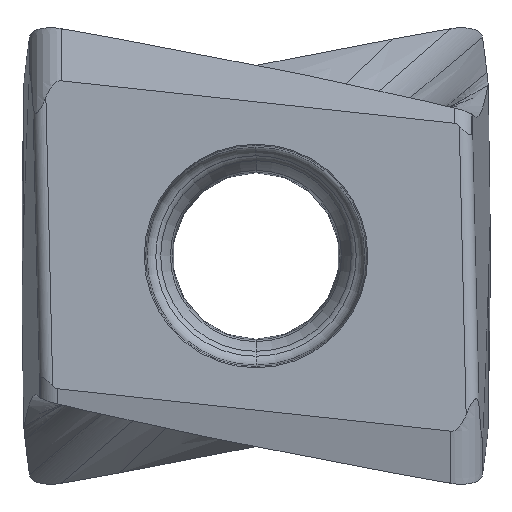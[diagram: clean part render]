
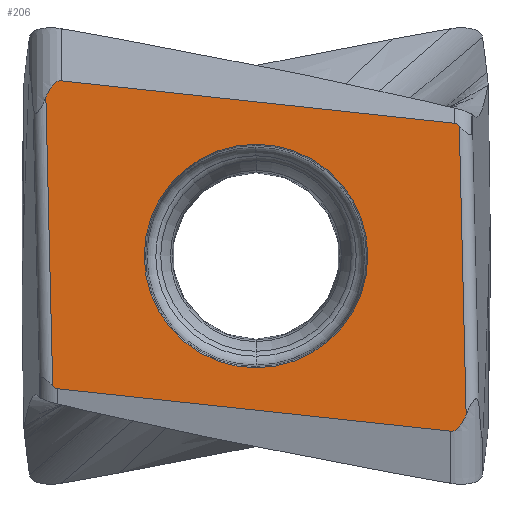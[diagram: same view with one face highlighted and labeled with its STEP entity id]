
A CAD part, front view. The second image highlights one B-rep face of the part: STEP entity #206.
In plain terms, the highlighted planar face has unit normal (0, -1, 0).
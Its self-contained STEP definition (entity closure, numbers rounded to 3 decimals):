
#63=FACE_BOUND('',#460,.T.);
#64=FACE_BOUND('',#461,.T.);
#147=PLANE('',#2438);
#206=ADVANCED_FACE('',(#63,#64),#147,.T.);
#460=EDGE_LOOP('',(#783,#784,#785,#786,#787,#788,#789,#790));
#461=EDGE_LOOP('',(#791,#792,#793,#794));
#783=ORIENTED_EDGE('',*,*,#1575,.F.);
#784=ORIENTED_EDGE('',*,*,#1576,.F.);
#785=ORIENTED_EDGE('',*,*,#1577,.T.);
#786=ORIENTED_EDGE('',*,*,#1578,.T.);
#787=ORIENTED_EDGE('',*,*,#1579,.F.);
#788=ORIENTED_EDGE('',*,*,#1497,.F.);
#789=ORIENTED_EDGE('',*,*,#1502,.T.);
#790=ORIENTED_EDGE('',*,*,#1443,.T.);
#791=ORIENTED_EDGE('',*,*,#1580,.T.);
#792=ORIENTED_EDGE('',*,*,#1581,.T.);
#793=ORIENTED_EDGE('',*,*,#1582,.T.);
#794=ORIENTED_EDGE('',*,*,#1583,.T.);
#1225=VERTEX_POINT('',#3251);
#1226=VERTEX_POINT('',#3270);
#1270=VERTEX_POINT('',#3749);
#1271=VERTEX_POINT('',#3750);
#1315=VERTEX_POINT('',#5873);
#1316=VERTEX_POINT('',#5884);
#1317=VERTEX_POINT('',#5886);
#1318=VERTEX_POINT('',#5905);
#1319=VERTEX_POINT('',#5908);
#1320=VERTEX_POINT('',#5909);
#1321=VERTEX_POINT('',#5911);
#1322=VERTEX_POINT('',#5913);
#1443=EDGE_CURVE('',#1226,#1225,#1805,.T.);
#1497=EDGE_CURVE('',#1270,#1271,#1832,.T.);
#1502=EDGE_CURVE('',#1270,#1226,#2130,.T.);
#1575=EDGE_CURVE('',#1315,#1225,#2153,.T.);
#1576=EDGE_CURVE('',#1316,#1315,#1885,.T.);
#1577=EDGE_CURVE('',#1316,#1317,#2154,.T.);
#1578=EDGE_CURVE('',#1317,#1318,#1886,.T.);
#1579=EDGE_CURVE('',#1271,#1318,#2155,.T.);
#1580=EDGE_CURVE('',#1319,#1320,#1969,.T.);
#1581=EDGE_CURVE('',#1320,#1321,#1970,.T.);
#1582=EDGE_CURVE('',#1321,#1322,#1971,.T.);
#1583=EDGE_CURVE('',#1322,#1319,#1972,.T.);
#1805=B_SPLINE_CURVE_WITH_KNOTS('',3,(#3252,#3253,#3254,#3255,#3256,#3257,
#3258,#3259,#3260,#3261,#3262,#3263,#3264,#3265,#3266,#3267,#3268,#3269),
 .UNSPECIFIED.,.F.,.F.,(4,1,1,1,1,1,1,1,1,1,1,1,1,1,1,4),(0.,0.067,
0.133,0.2,0.267,0.333,0.4,0.467,
0.533,0.6,0.667,0.733,0.8,0.867,
0.933,1.),.UNSPECIFIED.);
#1832=B_SPLINE_CURVE_WITH_KNOTS('',3,(#3739,#3740,#3741,#3742,#3743,#3744,
#3745,#3746,#3747,#3748),.UNSPECIFIED.,.F.,.F.,(4,1,1,1,1,1,1,4),(0.,0.143,
0.286,0.429,0.571,0.714,0.857,
1.),.UNSPECIFIED.);
#1885=B_SPLINE_CURVE_WITH_KNOTS('',3,(#5874,#5875,#5876,#5877,#5878,#5879,
#5880,#5881,#5882,#5883),.UNSPECIFIED.,.F.,.F.,(4,1,1,1,1,1,1,4),(0.,0.143,
0.286,0.429,0.571,0.714,0.857,
1.),.UNSPECIFIED.);
#1886=B_SPLINE_CURVE_WITH_KNOTS('',3,(#5887,#5888,#5889,#5890,#5891,#5892,
#5893,#5894,#5895,#5896,#5897,#5898,#5899,#5900,#5901,#5902,#5903,#5904),
 .UNSPECIFIED.,.F.,.F.,(4,1,1,1,1,1,1,1,1,1,1,1,1,1,1,4),(0.,0.067,
0.133,0.2,0.267,0.333,0.4,0.467,
0.533,0.6,0.667,0.733,0.8,0.867,
0.933,1.),.UNSPECIFIED.);
#1969=CIRCLE('',#2434,2.99);
#1970=CIRCLE('',#2435,2.99);
#1971=CIRCLE('',#2436,2.99);
#1972=CIRCLE('',#2437,2.99);
#2130=LINE('',#3790,#2242);
#2153=LINE('',#5872,#2265);
#2154=LINE('',#5885,#2266);
#2155=LINE('',#5906,#2267);
#2242=VECTOR('',#2642,1.);
#2265=VECTOR('',#2681,1.);
#2266=VECTOR('',#2682,1.);
#2267=VECTOR('',#2683,1.);
#2434=AXIS2_PLACEMENT_3D('',#5907,#2684,#2685);
#2435=AXIS2_PLACEMENT_3D('',#5910,#2686,#2687);
#2436=AXIS2_PLACEMENT_3D('',#5912,#2688,#2689);
#2437=AXIS2_PLACEMENT_3D('',#5914,#2690,#2691);
#2438=AXIS2_PLACEMENT_3D('',#5915,#2692,#2693);
#2642=DIRECTION('',(-0.994,0.,0.107));
#2681=DIRECTION('',(-0.024,0.,1.));
#2682=DIRECTION('',(0.994,0.,-0.107));
#2683=DIRECTION('',(0.024,0.,-1.));
#2684=DIRECTION('',(0.,1.,0.));
#2685=DIRECTION('',(-0.005,0.,-1.));
#2686=DIRECTION('',(0.,1.,0.));
#2687=DIRECTION('',(0.,0.,1.));
#2688=DIRECTION('',(0.,1.,0.));
#2689=DIRECTION('',(0.005,0.,1.));
#2690=DIRECTION('',(0.,1.,0.));
#2691=DIRECTION('',(0.,0.,-1.));
#2692=DIRECTION('',(0.,-1.,0.));
#2693=DIRECTION('',(1.,0.,0.024));
#3251=CARTESIAN_POINT('',(-5.62,0.,4.239));
#3252=CARTESIAN_POINT('',(-5.214,0.,4.684));
#3253=CARTESIAN_POINT('',(-5.221,0.,4.685));
#3254=CARTESIAN_POINT('',(-5.235,0.,4.686));
#3255=CARTESIAN_POINT('',(-5.256,0.,4.684));
#3256=CARTESIAN_POINT('',(-5.277,0.,4.68));
#3257=CARTESIAN_POINT('',(-5.3,0.,4.673));
#3258=CARTESIAN_POINT('',(-5.323,0.,4.663));
#3259=CARTESIAN_POINT('',(-5.347,0.,4.648));
#3260=CARTESIAN_POINT('',(-5.374,0.,4.629));
#3261=CARTESIAN_POINT('',(-5.401,0.,4.605));
#3262=CARTESIAN_POINT('',(-5.43,0.,4.574));
#3263=CARTESIAN_POINT('',(-5.46,0.,4.538));
#3264=CARTESIAN_POINT('',(-5.49,0.,4.494));
#3265=CARTESIAN_POINT('',(-5.522,0.,4.443));
#3266=CARTESIAN_POINT('',(-5.554,0.,4.385));
#3267=CARTESIAN_POINT('',(-5.586,0.,4.317));
#3268=CARTESIAN_POINT('',(-5.609,0.,4.266));
#3269=CARTESIAN_POINT('',(-5.62,0.,4.239));
#3270=CARTESIAN_POINT('',(-5.214,0.,4.684));
#3739=CARTESIAN_POINT('',(5.32,0.,3.55));
#3740=CARTESIAN_POINT('',(5.325,0.,3.549));
#3741=CARTESIAN_POINT('',(5.334,0.,3.548));
#3742=CARTESIAN_POINT('',(5.349,0.,3.543));
#3743=CARTESIAN_POINT('',(5.365,0.,3.536));
#3744=CARTESIAN_POINT('',(5.382,0.,3.527));
#3745=CARTESIAN_POINT('',(5.4,0.,3.513));
#3746=CARTESIAN_POINT('',(5.418,0.,3.497));
#3747=CARTESIAN_POINT('',(5.431,0.,3.483));
#3748=CARTESIAN_POINT('',(5.437,0.,3.476));
#3749=CARTESIAN_POINT('',(5.32,0.,3.55));
#3750=CARTESIAN_POINT('',(5.437,0.,3.476));
#3790=CARTESIAN_POINT('',(5.32,0.,3.55));
#5872=CARTESIAN_POINT('',(-5.437,0.,-3.476));
#5873=CARTESIAN_POINT('',(-5.437,0.,-3.476));
#5874=CARTESIAN_POINT('',(-5.32,0.,-3.55));
#5875=CARTESIAN_POINT('',(-5.325,0.,-3.549));
#5876=CARTESIAN_POINT('',(-5.334,0.,-3.548));
#5877=CARTESIAN_POINT('',(-5.349,0.,-3.543));
#5878=CARTESIAN_POINT('',(-5.365,0.,-3.536));
#5879=CARTESIAN_POINT('',(-5.382,0.,-3.527));
#5880=CARTESIAN_POINT('',(-5.4,0.,-3.513));
#5881=CARTESIAN_POINT('',(-5.418,0.,-3.497));
#5882=CARTESIAN_POINT('',(-5.431,0.,-3.483));
#5883=CARTESIAN_POINT('',(-5.437,0.,-3.476));
#5884=CARTESIAN_POINT('',(-5.32,0.,-3.55));
#5885=CARTESIAN_POINT('',(-5.32,0.,-3.55));
#5886=CARTESIAN_POINT('',(5.214,0.,-4.684));
#5887=CARTESIAN_POINT('',(5.214,0.,-4.684));
#5888=CARTESIAN_POINT('',(5.221,0.,-4.685));
#5889=CARTESIAN_POINT('',(5.235,0.,-4.686));
#5890=CARTESIAN_POINT('',(5.256,0.,-4.684));
#5891=CARTESIAN_POINT('',(5.277,0.,-4.68));
#5892=CARTESIAN_POINT('',(5.3,0.,-4.673));
#5893=CARTESIAN_POINT('',(5.323,0.,-4.663));
#5894=CARTESIAN_POINT('',(5.347,0.,-4.648));
#5895=CARTESIAN_POINT('',(5.374,0.,-4.629));
#5896=CARTESIAN_POINT('',(5.401,0.,-4.605));
#5897=CARTESIAN_POINT('',(5.43,0.,-4.574));
#5898=CARTESIAN_POINT('',(5.46,0.,-4.538));
#5899=CARTESIAN_POINT('',(5.49,0.,-4.494));
#5900=CARTESIAN_POINT('',(5.522,0.,-4.443));
#5901=CARTESIAN_POINT('',(5.554,0.,-4.385));
#5902=CARTESIAN_POINT('',(5.586,0.,-4.317));
#5903=CARTESIAN_POINT('',(5.609,0.,-4.266));
#5904=CARTESIAN_POINT('',(5.62,0.,-4.239));
#5905=CARTESIAN_POINT('',(5.62,0.,-4.239));
#5906=CARTESIAN_POINT('',(5.437,0.,3.476));
#5907=CARTESIAN_POINT('',(0.,0.,0.));
#5908=CARTESIAN_POINT('',(-0.016,0.,-2.99));
#5909=CARTESIAN_POINT('',(0.,0.,2.99));
#5910=CARTESIAN_POINT('',(0.,0.,0.));
#5911=CARTESIAN_POINT('',(0.016,0.,2.99));
#5912=CARTESIAN_POINT('',(0.,0.,0.));
#5913=CARTESIAN_POINT('',(0.,0.,-2.99));
#5914=CARTESIAN_POINT('',(0.,0.,0.));
#5915=CARTESIAN_POINT('',(-5.351,0.,-7.129));
